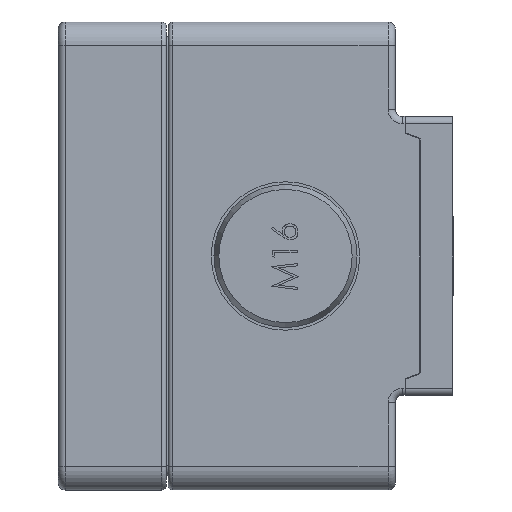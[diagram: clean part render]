
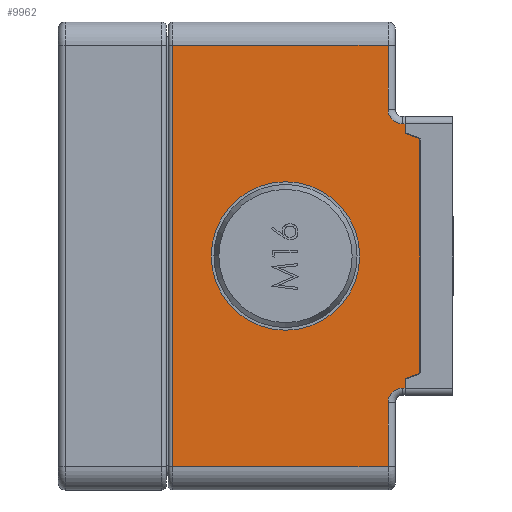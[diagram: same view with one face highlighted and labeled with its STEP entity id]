
A CAD part, left-side view. The second image highlights one B-rep face of the part: STEP entity #9962.
In plain terms, the highlighted planar face has unit normal (-1, 0, 0).
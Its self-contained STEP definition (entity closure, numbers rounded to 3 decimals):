
#386=FACE_BOUND('',#1816,.T.);
#681=CIRCLE('',#10764,8.25);
#682=CIRCLE('',#10765,8.25);
#722=CIRCLE('',#10877,1.6);
#730=CIRCLE('',#10894,1.6);
#1244=FACE_OUTER_BOUND('',#1815,.T.);
#1815=EDGE_LOOP('',(#8690,#8691,#8692,#8693,#8694,#8695,#8696,#8697,#8698,
#8699,#8700,#8701,#8702,#8703,#8704,#8705));
#1816=EDGE_LOOP('',(#8706,#8707));
#2348=LINE('',#15773,#3295);
#2352=LINE('',#15781,#3299);
#2490=LINE('',#16201,#3437);
#2738=LINE('',#17026,#3685);
#2744=LINE('',#17056,#3691);
#2746=LINE('',#17066,#3693);
#2748=LINE('',#17081,#3695);
#2749=LINE('',#17084,#3696);
#2750=LINE('',#17085,#3697);
#2751=LINE('',#17087,#3698);
#2752=LINE('',#17091,#3699);
#2753=LINE('',#17092,#3700);
#2754=LINE('',#17094,#3701);
#2755=LINE('',#17095,#3702);
#3295=VECTOR('',#12370,10.);
#3299=VECTOR('',#12374,10.);
#3437=VECTOR('',#12722,10.);
#3685=VECTOR('',#13432,10.);
#3691=VECTOR('',#13474,10.);
#3693=VECTOR('',#13488,10.);
#3695=VECTOR('',#13516,10.);
#3696=VECTOR('',#13519,10.);
#3697=VECTOR('',#13520,10.);
#3698=VECTOR('',#13521,10.);
#3699=VECTOR('',#13524,10.);
#3700=VECTOR('',#13525,10.);
#3701=VECTOR('',#13526,10.);
#3702=VECTOR('',#13527,10.);
#4337=VERTEX_POINT('',#15761);
#4340=VERTEX_POINT('',#15766);
#4342=VERTEX_POINT('',#15770);
#4343=VERTEX_POINT('',#15772);
#4346=VERTEX_POINT('',#15778);
#4347=VERTEX_POINT('',#15780);
#4615=VERTEX_POINT('',#16827);
#4616=VERTEX_POINT('',#16829);
#4653=VERTEX_POINT('',#17020);
#4654=VERTEX_POINT('',#17024);
#4660=VERTEX_POINT('',#17055);
#4661=VERTEX_POINT('',#17060);
#4662=VERTEX_POINT('',#17064);
#4663=VERTEX_POINT('',#17083);
#4664=VERTEX_POINT('',#17086);
#4665=VERTEX_POINT('',#17088);
#4666=VERTEX_POINT('',#17090);
#4667=VERTEX_POINT('',#17093);
#5478=EDGE_CURVE('',#4342,#4343,#2348,.T.);
#5482=EDGE_CURVE('',#4346,#4347,#2352,.T.);
#5666=EDGE_CURVE('',#4340,#4337,#2490,.T.);
#5918=EDGE_CURVE('',#4616,#4615,#681,.T.);
#5919=EDGE_CURVE('',#4615,#4616,#682,.T.);
#6017=EDGE_CURVE('',#4654,#4653,#2738,.T.);
#6030=EDGE_CURVE('',#4343,#4660,#2744,.T.);
#6034=EDGE_CURVE('',#4660,#4661,#722,.T.);
#6036=EDGE_CURVE('',#4661,#4662,#2746,.T.);
#6044=EDGE_CURVE('',#4662,#4654,#2748,.T.);
#6045=EDGE_CURVE('',#4663,#4337,#2749,.T.);
#6046=EDGE_CURVE('',#4347,#4663,#2750,.T.);
#6047=EDGE_CURVE('',#4664,#4346,#2751,.T.);
#6048=EDGE_CURVE('',#4665,#4664,#730,.T.);
#6049=EDGE_CURVE('',#4666,#4665,#2752,.T.);
#6050=EDGE_CURVE('',#4653,#4666,#2753,.T.);
#6051=EDGE_CURVE('',#4667,#4342,#2754,.T.);
#6052=EDGE_CURVE('',#4340,#4667,#2755,.T.);
#8690=ORIENTED_EDGE('',*,*,#5666,.T.);
#8691=ORIENTED_EDGE('',*,*,#6045,.F.);
#8692=ORIENTED_EDGE('',*,*,#6046,.F.);
#8693=ORIENTED_EDGE('',*,*,#5482,.F.);
#8694=ORIENTED_EDGE('',*,*,#6047,.F.);
#8695=ORIENTED_EDGE('',*,*,#6048,.F.);
#8696=ORIENTED_EDGE('',*,*,#6049,.F.);
#8697=ORIENTED_EDGE('',*,*,#6050,.F.);
#8698=ORIENTED_EDGE('',*,*,#6017,.F.);
#8699=ORIENTED_EDGE('',*,*,#6044,.F.);
#8700=ORIENTED_EDGE('',*,*,#6036,.F.);
#8701=ORIENTED_EDGE('',*,*,#6034,.F.);
#8702=ORIENTED_EDGE('',*,*,#6030,.F.);
#8703=ORIENTED_EDGE('',*,*,#5478,.F.);
#8704=ORIENTED_EDGE('',*,*,#6051,.F.);
#8705=ORIENTED_EDGE('',*,*,#6052,.F.);
#8706=ORIENTED_EDGE('',*,*,#5918,.T.);
#8707=ORIENTED_EDGE('',*,*,#5919,.T.);
#9475=PLANE('',#10893);
#9962=ADVANCED_FACE('',(#1244,#386),#9475,.F.);
#10764=AXIS2_PLACEMENT_3D('',#16830,#13182,#13183);
#10765=AXIS2_PLACEMENT_3D('',#16831,#13184,#13185);
#10877=AXIS2_PLACEMENT_3D('',#17062,#13482,#13483);
#10893=AXIS2_PLACEMENT_3D('',#17082,#13517,#13518);
#10894=AXIS2_PLACEMENT_3D('',#17089,#13522,#13523);
#12370=DIRECTION('',(0.,0.,-1.));
#12374=DIRECTION('',(0.,0.,-1.));
#12722=DIRECTION('',(0.,0.,1.));
#13182=DIRECTION('center_axis',(1.,0.,0.));
#13183=DIRECTION('ref_axis',(0.,-1.,0.));
#13184=DIRECTION('center_axis',(1.,0.,0.));
#13185=DIRECTION('ref_axis',(0.,-1.,0.));
#13432=DIRECTION('',(0.,0.,1.));
#13474=DIRECTION('',(0.,1.,0.));
#13482=DIRECTION('center_axis',(-1.,0.,0.));
#13483=DIRECTION('ref_axis',(0.,0.707,0.707));
#13488=DIRECTION('',(0.,0.,-1.));
#13516=DIRECTION('',(0.,1.,0.));
#13517=DIRECTION('center_axis',(1.,0.,0.));
#13518=DIRECTION('ref_axis',(0.,0.,
-1.));
#13519=DIRECTION('',(0.,-0.94,-0.342));
#13520=DIRECTION('',(0.,0.,-1.));
#13521=DIRECTION('',(0.,-1.,0.));
#13522=DIRECTION('center_axis',(-1.,0.,0.));
#13523=DIRECTION('ref_axis',(0.,0.707,-0.707));
#13524=DIRECTION('',(0.,0.,-1.));
#13525=DIRECTION('',(0.,-1.,0.));
#13526=DIRECTION('',(0.,0.,-1.));
#13527=DIRECTION('',(0.,0.94,-0.342));
#15761=CARTESIAN_POINT('',(1.377,-10.139,-14.334));
#15766=CARTESIAN_POINT('',(1.377,-10.139,-40.407));
#15770=CARTESIAN_POINT('',(1.377,-8.539,-41.053));
#15772=CARTESIAN_POINT('',(1.377,-8.539,-42.071));
#15773=CARTESIAN_POINT('',(1.377,-8.539,-40.989));
#15778=CARTESIAN_POINT('',(1.377,-8.539,-12.671));
#15780=CARTESIAN_POINT('',(1.377,-8.539,-13.688));
#15781=CARTESIAN_POINT('',(1.377,-8.539,-11.871));
#16201=CARTESIAN_POINT('',(1.377,-10.139,-20.821));
#16827=CARTESIAN_POINT('',(1.377,13.011,-27.371));
#16829=CARTESIAN_POINT('',(1.377,-3.489,-27.371));
#16830=CARTESIAN_POINT('Origin',(1.377,4.761,-27.371));
#16831=CARTESIAN_POINT('Origin',(1.377,4.761,-27.371));
#17020=CARTESIAN_POINT('',(1.377,17.311,-3.971));
#17024=CARTESIAN_POINT('',(1.377,17.311,-50.771));
#17026=CARTESIAN_POINT('',(1.377,17.311,-15.171));
#17055=CARTESIAN_POINT('',(1.377,-8.239,-42.071));
#17056=CARTESIAN_POINT('',(1.377,0.103,-42.071));
#17060=CARTESIAN_POINT('',(1.377,-6.639,-43.671));
#17062=CARTESIAN_POINT('Origin',(1.377,-8.239,-43.671));
#17064=CARTESIAN_POINT('',(1.377,-6.639,-50.771));
#17066=CARTESIAN_POINT('',(1.377,-6.639,-35.521));
#17081=CARTESIAN_POINT('',(1.377,0.653,-50.771));
#17082=CARTESIAN_POINT('Origin',(1.377,8.744,-27.371));
#17083=CARTESIAN_POINT('',(1.377,-8.539,-13.752));
#17084=CARTESIAN_POINT('',(1.377,-8.539,-13.752));
#17085=CARTESIAN_POINT('',(1.377,-8.539,-11.871));
#17086=CARTESIAN_POINT('',(1.377,-8.239,-12.671));
#17087=CARTESIAN_POINT('',(1.377,0.253,-12.671));
#17088=CARTESIAN_POINT('',(1.377,-6.639,-11.071));
#17089=CARTESIAN_POINT('Origin',(1.377,-8.239,-11.071));
#17090=CARTESIAN_POINT('',(1.377,-6.639,-3.971));
#17091=CARTESIAN_POINT('',(1.377,-6.639,-14.371));
#17092=CARTESIAN_POINT('',(1.377,13.278,-3.971));
#17093=CARTESIAN_POINT('',(1.377,-8.539,-40.989));
#17094=CARTESIAN_POINT('',(1.377,-8.539,-40.989));
#17095=CARTESIAN_POINT('',(1.377,-10.239,-40.371));
